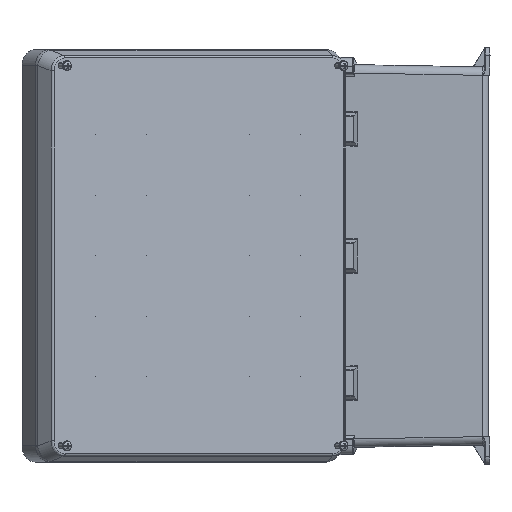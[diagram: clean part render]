
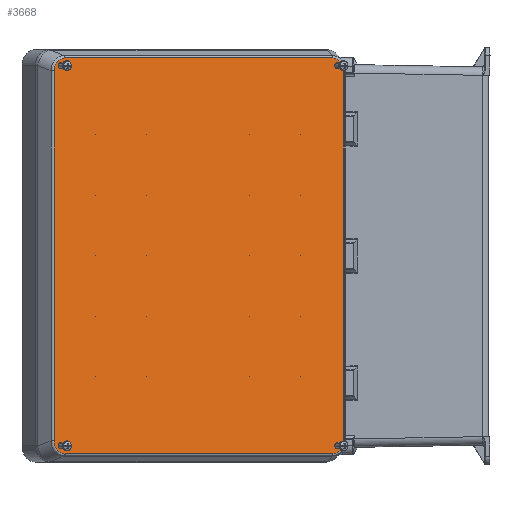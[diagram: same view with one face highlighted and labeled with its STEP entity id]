
A CAD part, left-side view. The second image highlights one B-rep face of the part: STEP entity #3668.
In plain terms, the highlighted face is planar.
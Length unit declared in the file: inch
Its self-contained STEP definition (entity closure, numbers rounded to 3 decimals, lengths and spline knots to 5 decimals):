
#278 = DIRECTION ( 'NONE',  ( 0., 0., -1. ) ) ;
#343 = ORIENTED_EDGE ( 'NONE', *, *, #762, .F. ) ;
#363 = CARTESIAN_POINT ( 'NONE',  ( 6.34544, 0., -0.79009 ) ) ;
#389 = CARTESIAN_POINT ( 'NONE',  ( -6.15371, 0., -0.31456 ) ) ;
#415 = ORIENTED_EDGE ( 'NONE', *, *, #2481, .T. ) ;
#685 = ORIENTED_EDGE ( 'NONE', *, *, #753, .T. ) ;
#753 = EDGE_CURVE ( 'NONE', #5189, #8622, #16447, .T. ) ;
#762 = EDGE_CURVE ( 'NONE', #1675, #8716, #23115, .T. ) ;
#962 = AXIS2_PLACEMENT_3D ( 'NONE', #30501, #15369, #278 ) ;
#1002 = EDGE_CURVE ( 'NONE', #30202, #30202, #2605, .T. ) ;
#1124 = ORIENTED_EDGE ( 'NONE', *, *, #24854, .F. ) ;
#1223 =( BOUNDED_CURVE ( )  B_SPLINE_CURVE ( 3, ( #4344, #32110, #17030, #1925 ),
 .UNSPECIFIED., .F., .F. ) 
 B_SPLINE_CURVE_WITH_KNOTS ( ( 4, 4 ),
 ( 2.40401, 3.87917 ),
 .UNSPECIFIED. ) 
 CURVE ( )  GEOMETRIC_REPRESENTATION_ITEM ( )  RATIONAL_B_SPLINE_CURVE ( ( 1., 0.827, 0.827, 1. ) ) 
 REPRESENTATION_ITEM ( '' )  );
#1426 = EDGE_CURVE ( 'NONE', #26106, #24435, #11658, .T. ) ;
#1675 = VERTEX_POINT ( 'NONE', #6300 ) ;
#1859 = FACE_BOUND ( 'NONE', #25909, .T. ) ;
#1925 = CARTESIAN_POINT ( 'NONE',  ( 5.86991, 0., -0.31456 ) ) ;
#2088 = CARTESIAN_POINT ( 'NONE',  ( 6.05905, 0., -0.71095 ) ) ;
#2349 = EDGE_CURVE ( 'NONE', #1675, #23847, #14948, .T. ) ;
#2481 = EDGE_CURVE ( 'NONE', #9290, #9290, #28174, .T. ) ;
#2605 = CIRCLE ( 'NONE', #962, 0.1122 ) ;
#3180 = CARTESIAN_POINT ( 'NONE',  ( 6.34544, 0., -14.81371 ) ) ;
#3668 = ADVANCED_FACE ( 'NONE', ( #8572, #15257, #21936, #22740, #1859 ), #23229, .F. ) ;
#4344 = CARTESIAN_POINT ( 'NONE',  ( 6.34544, 0., -0.79009 ) ) ;
#4765 = CARTESIAN_POINT ( 'NONE',  ( -6.15371, 0., -15.00544 ) ) ;
#4924 = VECTOR ( 'NONE', #20319, 39.37008 ) ;
#5189 = VERTEX_POINT ( 'NONE', #18386 ) ;
#5413 = DIRECTION ( 'NONE',  ( 0., 1., 0. ) ) ;
#5857 = EDGE_LOOP ( 'NONE', ( #29326 ) ) ;
#5871 = VERTEX_POINT ( 'NONE', #5920 ) ;
#5920 = CARTESIAN_POINT ( 'NONE',  ( 5.86991, 0., -15.00544 ) ) ;
#6150 = ORIENTED_EDGE ( 'NONE', *, *, #9792, .F. ) ;
#6300 = CARTESIAN_POINT ( 'NONE',  ( -6.34544, 0., -14.52991 ) ) ;
#6329 = CIRCLE ( 'NONE', #15945, 0.11 ) ;
#6381 = EDGE_CURVE ( 'NONE', #8622, #26106, #1223, .T. ) ;
#6654 = EDGE_CURVE ( 'NONE', #8716, #24435, #22161, .T. ) ;
#7024 = CARTESIAN_POINT ( 'NONE',  ( 5.86991, 0., -0.31456 ) ) ;
#7497 = EDGE_CURVE ( 'NONE', #5871, #23847, #22831, .T. ) ;
#8010 = DIRECTION ( 'NONE',  ( 0., 1., 0. ) ) ;
#8070 = EDGE_LOOP ( 'NONE', ( #16213 ) ) ;
#8119 = DIRECTION ( 'NONE',  ( 0., 0., 1. ) ) ;
#8458 = DIRECTION ( 'NONE',  ( 0., 1., 0. ) ) ;
#8524 = DIRECTION ( 'NONE',  ( -1., 0., 0. ) ) ;
#8572 = FACE_BOUND ( 'NONE', #8070, .T. ) ;
#8622 = VERTEX_POINT ( 'NONE', #363 ) ;
#8716 = VERTEX_POINT ( 'NONE', #13983 ) ;
#8770 = ORIENTED_EDGE ( 'NONE', *, *, #6654, .F. ) ;
#9032 = CARTESIAN_POINT ( 'NONE',  ( 6.05905, 0., -0.60095 ) ) ;
#9274 = CARTESIAN_POINT ( 'NONE',  ( -6.05905, 0., -14.60685 ) ) ;
#9290 = VERTEX_POINT ( 'NONE', #24143 ) ;
#9333 = EDGE_CURVE ( 'NONE', #24623, #24623, #13717, .T. ) ;
#9349 = CARTESIAN_POINT ( 'NONE',  ( 6.34544, 0., -0.81219 ) ) ;
#9456 = VECTOR ( 'NONE', #8524, 39.37008 ) ;
#9723 = VECTOR ( 'NONE', #26953, 39.37008 ) ;
#9792 = EDGE_CURVE ( 'NONE', #5189, #5871, #19460, .T. ) ;
#10850 = VERTEX_POINT ( 'NONE', #2088 ) ;
#11574 = DIRECTION ( 'NONE',  ( 0., 0., -1. ) ) ;
#11658 = LINE ( 'NONE', #15497, #4924 ) ;
#12169 = ORIENTED_EDGE ( 'NONE', *, *, #7497, .F. ) ;
#13287 = CARTESIAN_POINT ( 'NONE',  ( -5.86991, 0., -15.00544 ) ) ;
#13712 = ORIENTED_EDGE ( 'NONE', *, *, #6381, .T. ) ;
#13717 = CIRCLE ( 'NONE', #25691, 0.1122 ) ;
#13983 = CARTESIAN_POINT ( 'NONE',  ( -6.34544, 0., -0.79009 ) ) ;
#13985 = CARTESIAN_POINT ( 'NONE',  ( -5.86991, 0., -0.31456 ) ) ;
#13988 = CARTESIAN_POINT ( 'NONE',  ( -6.05905, 0., -0.71315 ) ) ;
#14655 = AXIS2_PLACEMENT_3D ( 'NONE', #20504, #5413, #23034 ) ;
#14698 = ORIENTED_EDGE ( 'NONE', *, *, #2349, .T. ) ;
#14948 =( BOUNDED_CURVE ( )  B_SPLINE_CURVE ( 3, ( #17351, #19864, #4765, #22370 ),
 .UNSPECIFIED., .F., .F. ) 
 B_SPLINE_CURVE_WITH_KNOTS ( ( 4, 4 ),
 ( 2.40401, 3.87917 ),
 .UNSPECIFIED. ) 
 CURVE ( )  GEOMETRIC_REPRESENTATION_ITEM ( )  RATIONAL_B_SPLINE_CURVE ( ( 1., 0.827, 0.827, 1. ) ) 
 REPRESENTATION_ITEM ( '' )  );
#15257 = FACE_BOUND ( 'NONE', #27490, .T. ) ;
#15369 = DIRECTION ( 'NONE',  ( 0., -1., 0. ) ) ;
#15497 = CARTESIAN_POINT ( 'NONE',  ( 0., 0., -0.31456 ) ) ;
#15638 = VECTOR ( 'NONE', #24527, 39.37008 ) ;
#15839 = CARTESIAN_POINT ( 'NONE',  ( 5.86991, 0., -15.00544 ) ) ;
#15945 = AXIS2_PLACEMENT_3D ( 'NONE', #9032, #26660, #11574 ) ;
#16213 = ORIENTED_EDGE ( 'NONE', *, *, #1002, .F. ) ;
#16447 = LINE ( 'NONE', #9349, #9723 ) ;
#17030 = CARTESIAN_POINT ( 'NONE',  ( 6.15371, 0., -0.31456 ) ) ;
#17351 = CARTESIAN_POINT ( 'NONE',  ( -6.34544, 0., -14.52991 ) ) ;
#18005 = CARTESIAN_POINT ( 'NONE',  ( -6.34544, 0., -0.50629 ) ) ;
#18152 = AXIS2_PLACEMENT_3D ( 'NONE', #20657, #8010, #8119 ) ;
#18386 = CARTESIAN_POINT ( 'NONE',  ( 6.34544, 0., -14.52991 ) ) ;
#19460 =( BOUNDED_CURVE ( )  B_SPLINE_CURVE ( 3, ( #30858, #3180, #30960, #15839 ),
 .UNSPECIFIED., .F., .F. ) 
 B_SPLINE_CURVE_WITH_KNOTS ( ( 4, 4 ),
 ( 2.40401, 3.87917 ),
 .UNSPECIFIED. ) 
 CURVE ( )  GEOMETRIC_REPRESENTATION_ITEM ( )  RATIONAL_B_SPLINE_CURVE ( ( 1., 0.827, 0.827, 1. ) ) 
 REPRESENTATION_ITEM ( '' )  );
#19864 = CARTESIAN_POINT ( 'NONE',  ( -6.34544, 0., -14.81371 ) ) ;
#20319 = DIRECTION ( 'NONE',  ( -1., 0., 0. ) ) ;
#20504 = CARTESIAN_POINT ( 'NONE',  ( 6.05905, 0., -14.71905 ) ) ;
#20511 = CARTESIAN_POINT ( 'NONE',  ( -6.34544, 0., -0.79009 ) ) ;
#20657 = CARTESIAN_POINT ( 'NONE',  ( 6.66, 0., 0. ) ) ;
#21063 = CARTESIAN_POINT ( 'NONE',  ( 0., 0., -15.00544 ) ) ;
#21936 = FACE_OUTER_BOUND ( 'NONE', #26524, .T. ) ;
#22161 =( BOUNDED_CURVE ( )  B_SPLINE_CURVE ( 3, ( #20511, #18005, #389, #23042 ),
 .UNSPECIFIED., .F., .T. ) 
 B_SPLINE_CURVE_WITH_KNOTS ( ( 4, 4 ),
 ( 2.40401, 3.87917 ),
 .UNSPECIFIED. ) 
 CURVE ( )  GEOMETRIC_REPRESENTATION_ITEM ( )  RATIONAL_B_SPLINE_CURVE ( ( 1., 0.827, 0.827, 1. ) ) 
 REPRESENTATION_ITEM ( '' )  );
#22370 = CARTESIAN_POINT ( 'NONE',  ( -5.86991, 0., -15.00544 ) ) ;
#22740 = FACE_BOUND ( 'NONE', #5857, .T. ) ;
#22831 = LINE ( 'NONE', #21063, #9456 ) ;
#23034 = DIRECTION ( 'NONE',  ( 0., 0., 1. ) ) ;
#23042 = CARTESIAN_POINT ( 'NONE',  ( -5.86991, 0., -0.31456 ) ) ;
#23115 = LINE ( 'NONE', #27060, #15638 ) ;
#23229 = PLANE ( 'NONE',  #18152 ) ;
#23558 = CARTESIAN_POINT ( 'NONE',  ( -6.05905, 0., -14.71905 ) ) ;
#23847 = VERTEX_POINT ( 'NONE', #13287 ) ;
#24143 = CARTESIAN_POINT ( 'NONE',  ( 6.05905, 0., -14.60905 ) ) ;
#24435 = VERTEX_POINT ( 'NONE', #13985 ) ;
#24527 = DIRECTION ( 'NONE',  ( 0., 0., 1. ) ) ;
#24623 = VERTEX_POINT ( 'NONE', #9274 ) ;
#24854 = EDGE_CURVE ( 'NONE', #10850, #10850, #6329, .T. ) ;
#25691 = AXIS2_PLACEMENT_3D ( 'NONE', #23558, #8458, #26103 ) ;
#25909 = EDGE_LOOP ( 'NONE', ( #415 ) ) ;
#26103 = DIRECTION ( 'NONE',  ( 0., 0., 1. ) ) ;
#26106 = VERTEX_POINT ( 'NONE', #7024 ) ;
#26524 = EDGE_LOOP ( 'NONE', ( #13712, #27265, #8770, #343, #14698, #12169, #6150, #685 ) ) ;
#26660 = DIRECTION ( 'NONE',  ( 0., -1., 0. ) ) ;
#26953 = DIRECTION ( 'NONE',  ( 0., 0., 1. ) ) ;
#27060 = CARTESIAN_POINT ( 'NONE',  ( -6.34544, 0., -0.81219 ) ) ;
#27265 = ORIENTED_EDGE ( 'NONE', *, *, #1426, .T. ) ;
#27490 = EDGE_LOOP ( 'NONE', ( #1124 ) ) ;
#28174 = CIRCLE ( 'NONE', #14655, 0.11 ) ;
#29326 = ORIENTED_EDGE ( 'NONE', *, *, #9333, .T. ) ;
#30202 = VERTEX_POINT ( 'NONE', #13988 ) ;
#30501 = CARTESIAN_POINT ( 'NONE',  ( -6.05905, 0., -0.60095 ) ) ;
#30858 = CARTESIAN_POINT ( 'NONE',  ( 6.34544, 0., -14.52991 ) ) ;
#30960 = CARTESIAN_POINT ( 'NONE',  ( 6.15371, 0., -15.00544 ) ) ;
#32110 = CARTESIAN_POINT ( 'NONE',  ( 6.34544, 0., -0.50629 ) ) ;
